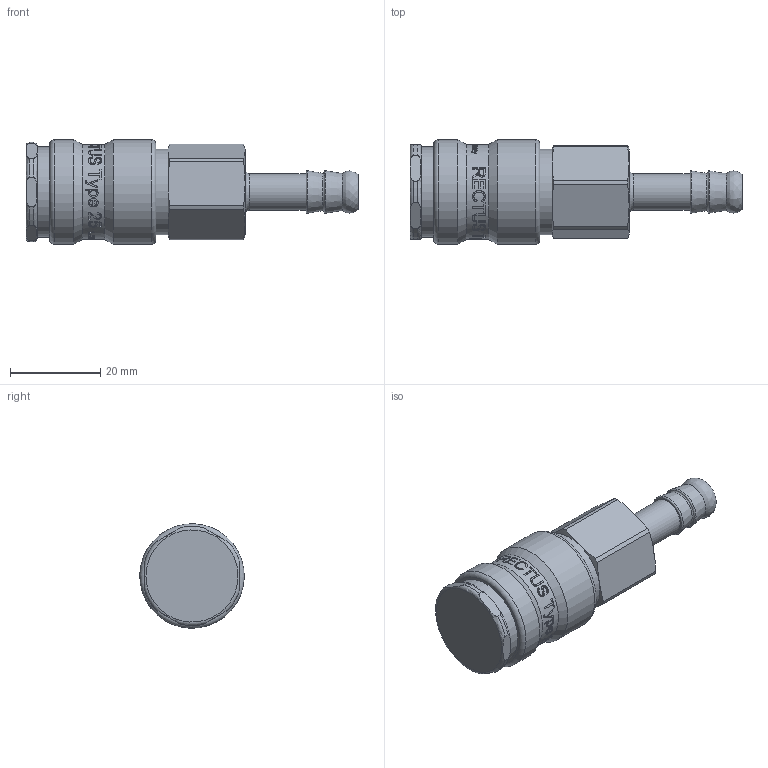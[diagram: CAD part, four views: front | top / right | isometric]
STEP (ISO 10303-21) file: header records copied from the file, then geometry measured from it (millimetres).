
FILE_DESCRIPTION((''),'2;1');
FILE_NAME('25katf08rvx.stp','2013-10-29T11:07:07',('IA176480'),(''),'Autodesk Inventor 2013','Autodesk Inventor 2013','');
FILE_SCHEMA(('AUTOMOTIVE_DESIGN { 1 0 10303 214 1 1 1 1 }'));
Length unit declared in the file: millimetre
Products named in the file (1): D108218
Bounding box: 73.5 x 23.14 x 23.14 mm (x, y, z)
Volume: 17248 mm3; surface area: 8291.2 mm2
Topology: 2 solids, 3 shells, 618 faces, 1624 edges, 1074 vertices
Faces by surface type: bspline 290, plane 213, cylinder 85, cone 21, torus 9
Full cylindrical faces by diameter (mm): 8.1 x1, 14.786 x2, 15 x1, 15.1 x1, 15.3 x1, 16 x2, 17.25 x1, 18.95 x1, 19.35 x1, 20 x1, 20.05 x1, 21 x1, 23.15 x2
Entity records: 90951 total; most frequent: CARTESIAN_POINT 77522, ORIENTED_EDGE 3144, DIRECTION 1623, EDGE_CURVE 1572, VERTEX_POINT 1064, B_SPLINE_CURVE_WITH_KNOTS 776, EDGE_LOOP 726, FACE_OUTER_BOUND 618
